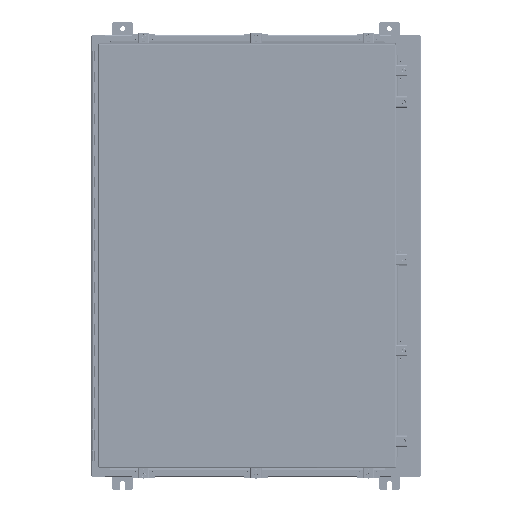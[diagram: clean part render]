
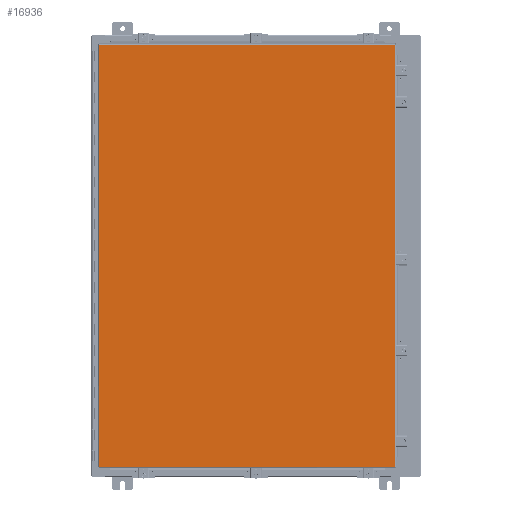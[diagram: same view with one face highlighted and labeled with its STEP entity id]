
A CAD part, top view. The second image highlights one B-rep face of the part: STEP entity #16936.
In plain terms, the highlighted planar face has unit normal (0, 0, 1).
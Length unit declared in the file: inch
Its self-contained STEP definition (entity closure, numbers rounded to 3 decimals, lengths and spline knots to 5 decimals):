
#881=PLANE('',#17958);
#1500=FACE_OUTER_BOUND('',#2430,.T.);
#2430=EDGE_LOOP('',(#12046,#12047,#12048,#12049));
#3539=LINE('',#25281,#5158);
#3545=LINE('',#25362,#5164);
#3551=LINE('',#25444,#5170);
#3558=LINE('',#25525,#5177);
#5158=VECTOR('',#20268,40.1645);
#5164=VECTOR('',#20282,28.13325);
#5170=VECTOR('',#20296,40.1645);
#5177=VECTOR('',#20313,28.13325);
#7365=VERTEX_POINT('',#25272);
#7366=VERTEX_POINT('',#25280);
#7369=VERTEX_POINT('',#25354);
#7373=VERTEX_POINT('',#25436);
#9120=EDGE_CURVE('',#7366,#7365,#3539,.T.);
#9130=EDGE_CURVE('',#7365,#7369,#3545,.T.);
#9140=EDGE_CURVE('',#7369,#7373,#3551,.T.);
#9151=EDGE_CURVE('',#7373,#7366,#3558,.T.);
#12046=ORIENTED_EDGE('',*,*,#9120,.T.);
#12047=ORIENTED_EDGE('',*,*,#9130,.T.);
#12048=ORIENTED_EDGE('',*,*,#9140,.T.);
#12049=ORIENTED_EDGE('',*,*,#9151,.T.);
#16936=ADVANCED_FACE('',(#1500),#881,.T.);
#17958=AXIS2_PLACEMENT_3D('',#25593,#20323,#20324);
#20268=DIRECTION('',(0.,1.,0.));
#20282=DIRECTION('',(-1.,0.,0.));
#20296=DIRECTION('',(0.,-1.,0.));
#20313=DIRECTION('',(1.,0.,0.));
#20323=DIRECTION('center_axis',(0.,0.,1.));
#20324=DIRECTION('ref_axis',(1.,0.,0.));
#25272=CARTESIAN_POINT('',(28.2385,40.26975,0.074));
#25280=CARTESIAN_POINT('',(28.2385,0.10525,0.074));
#25281=CARTESIAN_POINT('',(28.2385,10.14638,0.074));
#25354=CARTESIAN_POINT('',(0.10525,40.26975,0.074));
#25362=CARTESIAN_POINT('',(21.20519,40.26975,0.074));
#25436=CARTESIAN_POINT('',(0.10525,0.10525,0.074));
#25444=CARTESIAN_POINT('',(0.10525,30.22863,0.074));
#25525=CARTESIAN_POINT('',(7.13856,0.10525,0.074));
#25593=CARTESIAN_POINT('Origin',(14.17188,20.1875,0.074));
